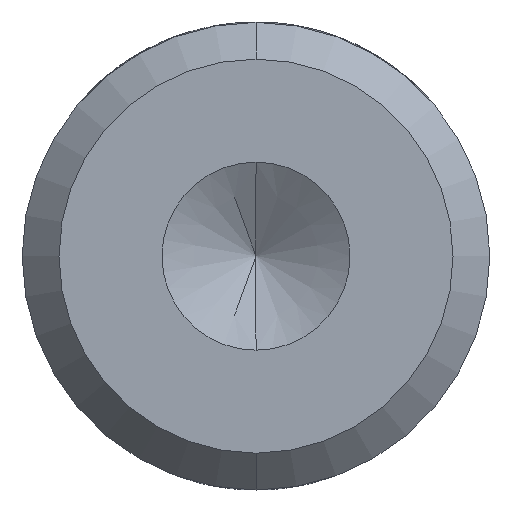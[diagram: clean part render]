
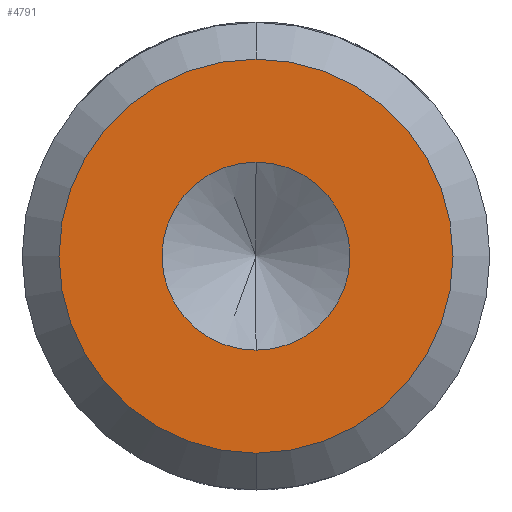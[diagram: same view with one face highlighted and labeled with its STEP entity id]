
A CAD part, front view. The second image highlights one B-rep face of the part: STEP entity #4791.
In plain terms, the highlighted planar face has unit normal (0, -1, 0).
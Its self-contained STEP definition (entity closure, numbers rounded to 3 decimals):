
#184 = CARTESIAN_POINT ( 'NONE',  ( 0., -25., -5.35 ) ) ;
#210 = EDGE_CURVE ( 'NONE', #1347, #3243, #4010, .T. ) ;
#485 = EDGE_CURVE ( 'NONE', #3243, #1347, #2623, .T. ) ;
#763 = AXIS2_PLACEMENT_3D ( 'NONE', #5740, #2080, #4901 ) ;
#957 = AXIS2_PLACEMENT_3D ( 'NONE', #5965, #1750, #2760 ) ;
#1057 = VERTEX_POINT ( 'NONE', #1475 ) ;
#1246 = ORIENTED_EDGE ( 'NONE', *, *, #3295, .F. ) ;
#1347 = VERTEX_POINT ( 'NONE', #184 ) ;
#1379 = EDGE_LOOP ( 'NONE', ( #1246, #4573 ) ) ;
#1469 = CARTESIAN_POINT ( 'NONE',  ( 0., -25., 5.35 ) ) ;
#1475 = CARTESIAN_POINT ( 'NONE',  ( 0., -25., 2.553 ) ) ;
#1547 = CARTESIAN_POINT ( 'NONE',  ( 0., -25., 0. ) ) ;
#1625 = PLANE ( 'NONE',  #3602 ) ;
#1700 = AXIS2_PLACEMENT_3D ( 'NONE', #5805, #2293, #2404 ) ;
#1745 = ORIENTED_EDGE ( 'NONE', *, *, #485, .T. ) ;
#1750 = DIRECTION ( 'NONE',  ( 0., -1., 0. ) ) ;
#2080 = DIRECTION ( 'NONE',  ( 0., -1., 0. ) ) ;
#2108 = CARTESIAN_POINT ( 'NONE',  ( 0., -25., 0. ) ) ;
#2130 = VERTEX_POINT ( 'NONE', #4133 ) ;
#2220 = CIRCLE ( 'NONE', #5160, 2.553 ) ;
#2293 = DIRECTION ( 'NONE',  ( 0., -1., 0. ) ) ;
#2404 = DIRECTION ( 'NONE',  ( 0., 0., -1. ) ) ;
#2534 = DIRECTION ( 'NONE',  ( 0., 0., 1. ) ) ;
#2623 = CIRCLE ( 'NONE', #763, 5.35 ) ;
#2760 = DIRECTION ( 'NONE',  ( 0., 0., 1. ) ) ;
#3243 = VERTEX_POINT ( 'NONE', #1469 ) ;
#3295 = EDGE_CURVE ( 'NONE', #2130, #1057, #2220, .T. ) ;
#3602 = AXIS2_PLACEMENT_3D ( 'NONE', #2108, #4498, #2534 ) ;
#3894 = CIRCLE ( 'NONE', #1700, 2.553 ) ;
#4010 = CIRCLE ( 'NONE', #957, 5.35 ) ;
#4020 = ORIENTED_EDGE ( 'NONE', *, *, #210, .T. ) ;
#4133 = CARTESIAN_POINT ( 'NONE',  ( 0., -25., -2.553 ) ) ;
#4498 = DIRECTION ( 'NONE',  ( 0., 1., 0. ) ) ;
#4573 = ORIENTED_EDGE ( 'NONE', *, *, #4684, .F. ) ;
#4684 = EDGE_CURVE ( 'NONE', #1057, #2130, #3894, .T. ) ;
#4791 = ADVANCED_FACE ( 'NONE', ( #5285, #5642 ), #1625, .F. ) ;
#4808 = DIRECTION ( 'NONE',  ( 0., -1., 0. ) ) ;
#4901 = DIRECTION ( 'NONE',  ( 0., 0., 1. ) ) ;
#5160 = AXIS2_PLACEMENT_3D ( 'NONE', #1547, #4808, #5241 ) ;
#5241 = DIRECTION ( 'NONE',  ( 0., 0., -1. ) ) ;
#5285 = FACE_BOUND ( 'NONE', #1379, .T. ) ;
#5642 = FACE_OUTER_BOUND ( 'NONE', #5772, .T. ) ;
#5740 = CARTESIAN_POINT ( 'NONE',  ( 0., -25., 0. ) ) ;
#5772 = EDGE_LOOP ( 'NONE', ( #1745, #4020 ) ) ;
#5805 = CARTESIAN_POINT ( 'NONE',  ( 0., -25., 0. ) ) ;
#5965 = CARTESIAN_POINT ( 'NONE',  ( 0., -25., 0. ) ) ;
